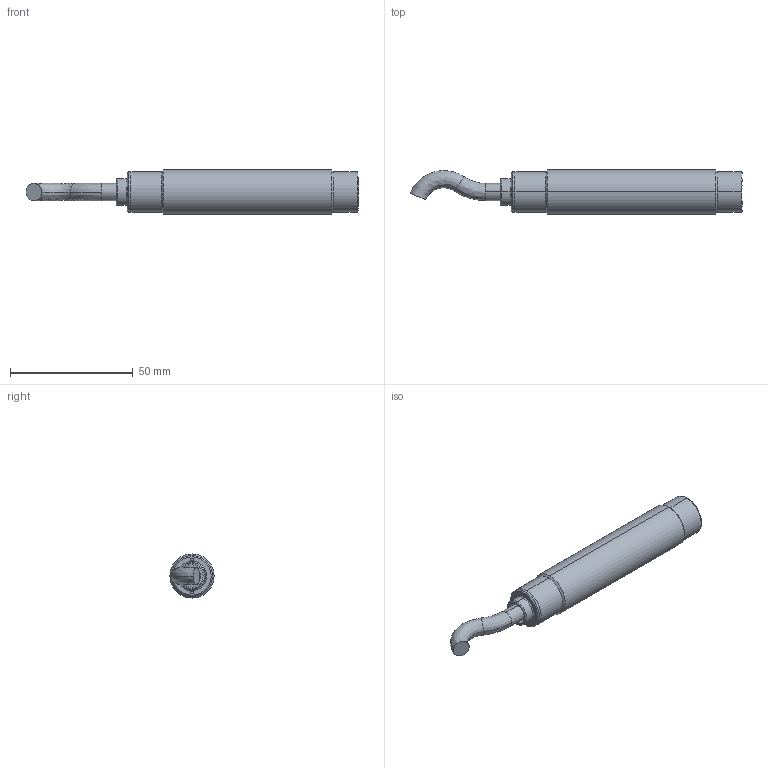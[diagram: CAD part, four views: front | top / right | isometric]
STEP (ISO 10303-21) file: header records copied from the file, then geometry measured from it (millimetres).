
FILE_DESCRIPTION (( 'STEP AP203' ), '1' );
FILE_NAME ('0E010954_INDUKTIVKOPPLER_BASE_M18.STEP', '2020-10-15T13:16:24', ( '' ), ( '' ), 'SwSTEP 2.0', 'SolidWorks 2019', '' );
FILE_SCHEMA (( 'CONFIG_CONTROL_DESIGN' ));
Length unit declared in the file: millimetre
Products named in the file (1): 0E010954_INDUKTIVKOPPLER_BASE_M18
Bounding box: 135.28 x 18 x 18 mm (x, y, z)
Volume: 7688.4 mm3; surface area: 12912 mm2
Topology: 4 solids, 4 shells, 77 faces, 156 edges, 92 vertices
Faces by surface type: cylinder 34, cone 16, plane 15, bspline 10, torus 2
Entity records: 2439 total; most frequent: CARTESIAN_POINT 718, DIRECTION 382, ORIENTED_EDGE 312, AXIS2_PLACEMENT_3D 166, EDGE_CURVE 156, CIRCLE 98, VERTEX_POINT 92, EDGE_LOOP 90
